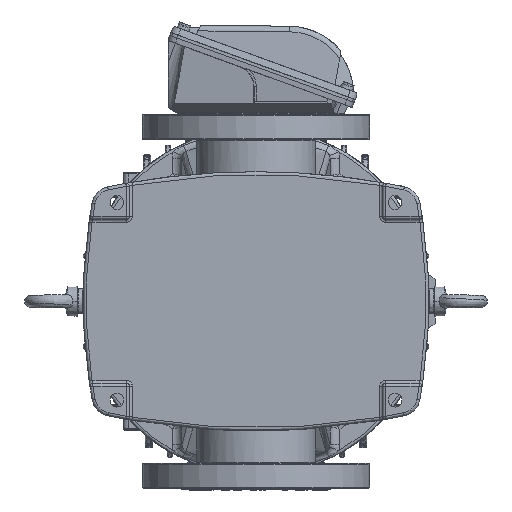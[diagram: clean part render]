
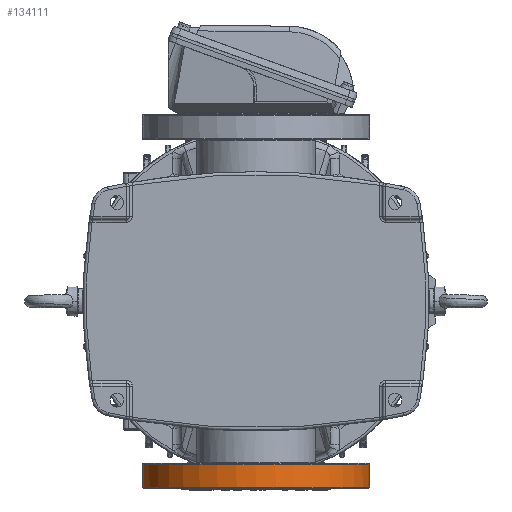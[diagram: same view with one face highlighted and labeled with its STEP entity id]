
A CAD part, front view. The second image highlights one B-rep face of the part: STEP entity #134111.
In plain terms, the highlighted cylindrical face has radius 114.3 mm (diameter 228.6 mm), a partial arc.
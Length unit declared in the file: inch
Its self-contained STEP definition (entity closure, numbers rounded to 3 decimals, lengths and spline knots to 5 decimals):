
#8993 = ORIENTED_EDGE ( 'NONE', *, *, #26887, .T. ) ;
#13480 = CIRCLE ( 'NONE', #61718, 4.5 ) ;
#15785 = VECTOR ( 'NONE', #163987, 39.37008 ) ;
#16609 = CARTESIAN_POINT ( 'NONE',  ( 0., 5.51181, -7.3622 ) ) ;
#19851 = EDGE_CURVE ( 'NONE', #75653, #23653, #69746, .T. ) ;
#23653 = VERTEX_POINT ( 'NONE', #140220 ) ;
#24920 = EDGE_CURVE ( 'NONE', #167811, #75653, #101208, .T. ) ;
#26887 = EDGE_CURVE ( 'NONE', #85628, #23653, #13480, .T. ) ;
#27665 = ORIENTED_EDGE ( 'NONE', *, *, #24920, .F. ) ;
#28851 = CARTESIAN_POINT ( 'NONE',  ( 4.5, 5.51181, -7.40157 ) ) ;
#30810 = DIRECTION ( 'NONE',  ( 0., 0., 1. ) ) ;
#41042 = ORIENTED_EDGE ( 'NONE', *, *, #155191, .T. ) ;
#41315 = VERTEX_POINT ( 'NONE', #55450 ) ;
#48239 = AXIS2_PLACEMENT_3D ( 'NONE', #16609, #30810, #111786 ) ;
#48651 = DIRECTION ( 'NONE',  ( 1., -0.011, 0. ) ) ;
#53768 = ORIENTED_EDGE ( 'NONE', *, *, #129174, .F. ) ;
#54117 = AXIS2_PLACEMENT_3D ( 'NONE', #89562, #143782, #48651 ) ;
#55450 = CARTESIAN_POINT ( 'NONE',  ( -4.5, 5.51181, -6.45669 ) ) ;
#56110 = DIRECTION ( 'NONE',  ( 0., 0., -1. ) ) ;
#56721 = CIRCLE ( 'NONE', #48239, 4.5 ) ;
#61718 = AXIS2_PLACEMENT_3D ( 'NONE', #114718, #97866, #74662 ) ;
#69248 = FACE_OUTER_BOUND ( 'NONE', #108973, .T. ) ;
#69746 = LINE ( 'NONE', #28851, #15785 ) ;
#69974 = AXIS2_PLACEMENT_3D ( 'NONE', #146337, #172112, #104579 ) ;
#74662 = DIRECTION ( 'NONE',  ( -1., 0., 0. ) ) ;
#75653 = VERTEX_POINT ( 'NONE', #130287 ) ;
#82466 = CARTESIAN_POINT ( 'NONE',  ( -4.5, 5.51181, -7.3622 ) ) ;
#84618 = ORIENTED_EDGE ( 'NONE', *, *, #19851, .F. ) ;
#85628 = VERTEX_POINT ( 'NONE', #116374 ) ;
#89562 = CARTESIAN_POINT ( 'NONE',  ( 0., 5.51181, -6.45669 ) ) ;
#91241 = EDGE_CURVE ( 'NONE', #163079, #85628, #56721, .T. ) ;
#91593 = ORIENTED_EDGE ( 'NONE', *, *, #91241, .T. ) ;
#97866 = DIRECTION ( 'NONE',  ( 0., 0., 1. ) ) ;
#101208 = CIRCLE ( 'NONE', #69974, 4.5 ) ;
#104579 = DIRECTION ( 'NONE',  ( 1., -0.011, 0. ) ) ;
#108973 = EDGE_LOOP ( 'NONE', ( #84618, #27665, #53768, #41042, #91593, #8993 ) ) ;
#110179 = CARTESIAN_POINT ( 'NONE',  ( 0., 5.51181, -7.40157 ) ) ;
#111270 = CIRCLE ( 'NONE', #54117, 4.5 ) ;
#111786 = DIRECTION ( 'NONE',  ( -1., 0., 0. ) ) ;
#114718 = CARTESIAN_POINT ( 'NONE',  ( 0., 5.51181, -7.3622 ) ) ;
#116374 = CARTESIAN_POINT ( 'NONE',  ( -4.49987, 5.47702, -7.3622 ) ) ;
#123530 = DIRECTION ( 'NONE',  ( -1., 0., 0. ) ) ;
#129131 = CARTESIAN_POINT ( 'NONE',  ( 4.49973, 5.46239, -6.45669 ) ) ;
#129174 = EDGE_CURVE ( 'NONE', #41315, #167811, #111270, .T. ) ;
#130287 = CARTESIAN_POINT ( 'NONE',  ( 4.5, 5.51181, -6.45669 ) ) ;
#134111 = ADVANCED_FACE ( 'NONE', ( #69248 ), #163474, .T. ) ;
#137028 = CARTESIAN_POINT ( 'NONE',  ( -4.5, 5.51181, -7.40157 ) ) ;
#140220 = CARTESIAN_POINT ( 'NONE',  ( 4.5, 5.51181, -7.3622 ) ) ;
#143782 = DIRECTION ( 'NONE',  ( 0., 0., 1. ) ) ;
#146337 = CARTESIAN_POINT ( 'NONE',  ( 0., 5.51181, -6.45669 ) ) ;
#147730 = LINE ( 'NONE', #137028, #164392 ) ;
#148433 = AXIS2_PLACEMENT_3D ( 'NONE', #110179, #152748, #123530 ) ;
#152748 = DIRECTION ( 'NONE',  ( 0., 0., -1. ) ) ;
#155191 = EDGE_CURVE ( 'NONE', #41315, #163079, #147730, .T. ) ;
#163079 = VERTEX_POINT ( 'NONE', #82466 ) ;
#163474 = CYLINDRICAL_SURFACE ( 'NONE', #148433, 4.5 ) ;
#163987 = DIRECTION ( 'NONE',  ( 0., 0., -1. ) ) ;
#164392 = VECTOR ( 'NONE', #56110, 39.37008 ) ;
#167811 = VERTEX_POINT ( 'NONE', #129131 ) ;
#172112 = DIRECTION ( 'NONE',  ( 0., 0., 1. ) ) ;
